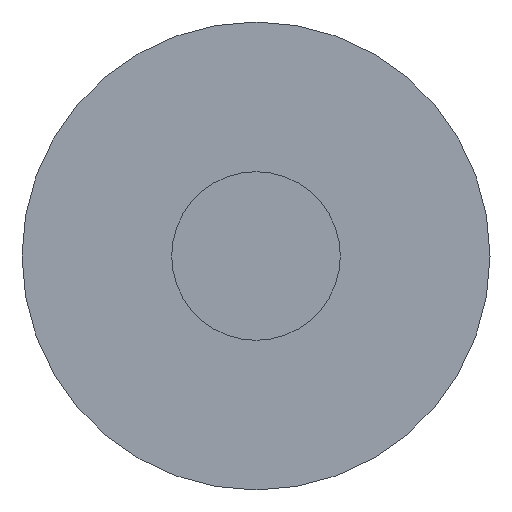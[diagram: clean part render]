
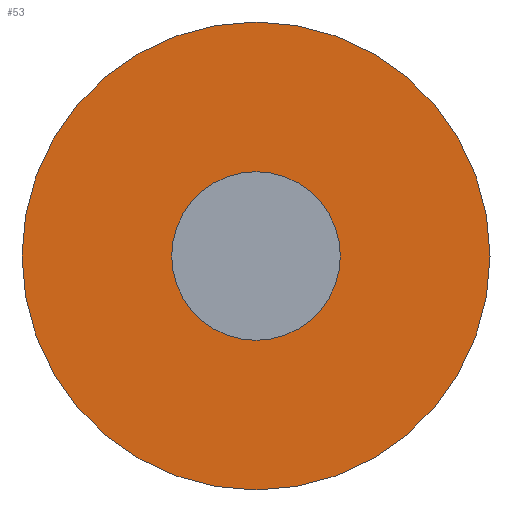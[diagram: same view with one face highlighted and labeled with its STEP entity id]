
A CAD part, front view. The second image highlights one B-rep face of the part: STEP entity #53.
In plain terms, the highlighted planar face has unit normal (0, -1, 0).
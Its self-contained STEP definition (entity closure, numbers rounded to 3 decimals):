
#53=ADVANCED_FACE('',(#116,#118),#120,.F.);
#116=FACE_BOUND('',#117,.T.);
#117=EDGE_LOOP('',(#175));
#118=FACE_BOUND('',#119,.T.);
#119=EDGE_LOOP('',(#176));
#120=PLANE('',#121);
#121=AXIS2_PLACEMENT_3D('',#122,#123,#124);
#122=CARTESIAN_POINT('',(0.,-133.,0.));
#123=DIRECTION('',(0.,1.,0.));
#124=DIRECTION('',(-1.,0.,0.));
#175=ORIENTED_EDGE('',*,*,#187,.F.);
#176=ORIENTED_EDGE('',*,*,#188,.T.);
#187=EDGE_CURVE('',#193,#193,#194,.T.);
#188=EDGE_CURVE('',#195,#195,#196,.F.);
#193=VERTEX_POINT('',#205);
#194=CIRCLE('',#206,4.5);
#195=VERTEX_POINT('',#210);
#196=CIRCLE('',#211,1.621);
#205=CARTESIAN_POINT('',(151.212,-133.,225.388));
#206=AXIS2_PLACEMENT_3D('',#207,#208,#209);
#207=CARTESIAN_POINT('',(155.712,-133.,225.388));
#208=DIRECTION('',(0.,1.,0.));
#209=DIRECTION('',(-1.,0.,0.));
#210=CARTESIAN_POINT('',(157.333,-133.,225.388));
#211=AXIS2_PLACEMENT_3D('',#212,#213,#214);
#212=CARTESIAN_POINT('',(155.712,-133.,225.388));
#213=DIRECTION('',(0.,-1.,0.));
#214=DIRECTION('',(1.,0.,0.));
